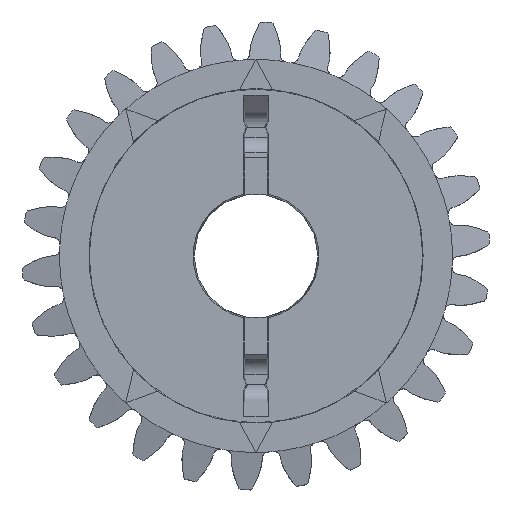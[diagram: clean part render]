
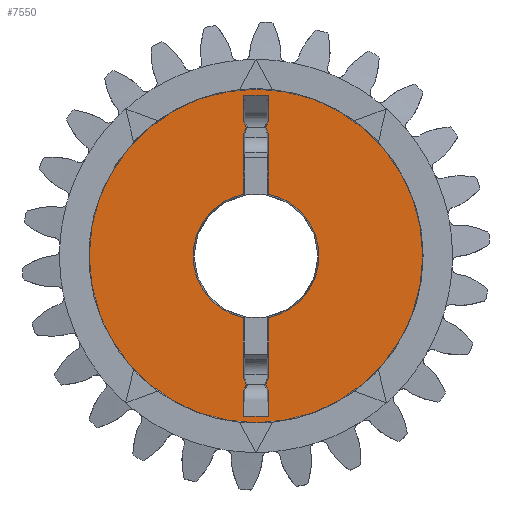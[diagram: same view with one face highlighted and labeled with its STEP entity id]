
A CAD part, top view. The second image highlights one B-rep face of the part: STEP entity #7550.
In plain terms, the highlighted planar face has unit normal (0, 0, 1).
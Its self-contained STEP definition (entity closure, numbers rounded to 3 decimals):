
#295=FACE_BOUND('',#974,.T.);
#566=FACE_OUTER_BOUND('',#973,.T.);
#973=EDGE_LOOP('',(#5944));
#974=EDGE_LOOP('',(#5945,#5946,#5947,#5948,#5949,#5950,#5951,#5952,#5953,
#5954,#5955,#5956,#5957,#5958,#5959,#5960,#5961,#5962,#5963,#5964));
#1309=CIRCLE('',#8132,9.978);
#1310=CIRCLE('',#8133,3.761);
#1311=CIRCLE('',#8134,3.761);
#2032=LINE('',#16485,#2596);
#2033=LINE('',#16487,#2597);
#2034=LINE('',#16489,#2598);
#2035=LINE('',#16491,#2599);
#2036=LINE('',#16493,#2600);
#2037=LINE('',#16495,#2601);
#2038=LINE('',#16499,#2602);
#2039=LINE('',#16501,#2603);
#2040=LINE('',#16503,#2604);
#2041=LINE('',#16505,#2605);
#2042=LINE('',#16507,#2606);
#2043=LINE('',#16509,#2607);
#2044=LINE('',#16511,#2608);
#2045=LINE('',#16513,#2609);
#2046=LINE('',#16515,#2610);
#2047=LINE('',#16519,#2611);
#2048=LINE('',#16521,#2612);
#2049=LINE('',#16522,#2613);
#2596=VECTOR('',#9604,1.57);
#2597=VECTOR('',#9605,1.457);
#2598=VECTOR('',#9606,1.57);
#2599=VECTOR('',#9607,0.381);
#2600=VECTOR('',#9608,0.381);
#2601=VECTOR('',#9609,3.648);
#2602=VECTOR('',#9612,3.648);
#2603=VECTOR('',#9613,0.381);
#2604=VECTOR('',#9614,0.381);
#2605=VECTOR('',#9615,1.57);
#2606=VECTOR('',#9616,1.457);
#2607=VECTOR('',#9617,1.57);
#2608=VECTOR('',#9618,0.381);
#2609=VECTOR('',#9619,0.381);
#2610=VECTOR('',#9620,3.648);
#2611=VECTOR('',#9623,3.648);
#2612=VECTOR('',#9624,0.381);
#2613=VECTOR('',#9625,0.381);
#3309=VERTEX_POINT('',#16481);
#3310=VERTEX_POINT('',#16483);
#3311=VERTEX_POINT('',#16484);
#3312=VERTEX_POINT('',#16486);
#3313=VERTEX_POINT('',#16488);
#3314=VERTEX_POINT('',#16490);
#3315=VERTEX_POINT('',#16492);
#3316=VERTEX_POINT('',#16494);
#3317=VERTEX_POINT('',#16496);
#3318=VERTEX_POINT('',#16498);
#3319=VERTEX_POINT('',#16500);
#3320=VERTEX_POINT('',#16502);
#3321=VERTEX_POINT('',#16504);
#3322=VERTEX_POINT('',#16506);
#3323=VERTEX_POINT('',#16508);
#3324=VERTEX_POINT('',#16510);
#3325=VERTEX_POINT('',#16512);
#3326=VERTEX_POINT('',#16514);
#3327=VERTEX_POINT('',#16516);
#3328=VERTEX_POINT('',#16518);
#3329=VERTEX_POINT('',#16520);
#4303=EDGE_CURVE('',#3309,#3309,#1309,.T.);
#4304=EDGE_CURVE('',#3310,#3311,#2032,.T.);
#4305=EDGE_CURVE('',#3312,#3311,#2033,.T.);
#4306=EDGE_CURVE('',#3312,#3313,#2034,.T.);
#4307=EDGE_CURVE('',#3314,#3313,#2035,.T.);
#4308=EDGE_CURVE('',#3315,#3314,#2036,.T.);
#4309=EDGE_CURVE('',#3315,#3316,#2037,.T.);
#4310=EDGE_CURVE('',#3316,#3317,#1310,.T.);
#4311=EDGE_CURVE('',#3317,#3318,#2038,.T.);
#4312=EDGE_CURVE('',#3319,#3318,#2039,.T.);
#4313=EDGE_CURVE('',#3320,#3319,#2040,.T.);
#4314=EDGE_CURVE('',#3320,#3321,#2041,.T.);
#4315=EDGE_CURVE('',#3322,#3321,#2042,.T.);
#4316=EDGE_CURVE('',#3322,#3323,#2043,.T.);
#4317=EDGE_CURVE('',#3324,#3323,#2044,.T.);
#4318=EDGE_CURVE('',#3325,#3324,#2045,.T.);
#4319=EDGE_CURVE('',#3325,#3326,#2046,.T.);
#4320=EDGE_CURVE('',#3326,#3327,#1311,.T.);
#4321=EDGE_CURVE('',#3327,#3328,#2047,.T.);
#4322=EDGE_CURVE('',#3329,#3328,#2048,.T.);
#4323=EDGE_CURVE('',#3310,#3329,#2049,.T.);
#5944=ORIENTED_EDGE('',*,*,#4303,.F.);
#5945=ORIENTED_EDGE('',*,*,#4304,.T.);
#5946=ORIENTED_EDGE('',*,*,#4305,.F.);
#5947=ORIENTED_EDGE('',*,*,#4306,.T.);
#5948=ORIENTED_EDGE('',*,*,#4307,.F.);
#5949=ORIENTED_EDGE('',*,*,#4308,.F.);
#5950=ORIENTED_EDGE('',*,*,#4309,.T.);
#5951=ORIENTED_EDGE('',*,*,#4310,.T.);
#5952=ORIENTED_EDGE('',*,*,#4311,.T.);
#5953=ORIENTED_EDGE('',*,*,#4312,.F.);
#5954=ORIENTED_EDGE('',*,*,#4313,.F.);
#5955=ORIENTED_EDGE('',*,*,#4314,.T.);
#5956=ORIENTED_EDGE('',*,*,#4315,.F.);
#5957=ORIENTED_EDGE('',*,*,#4316,.T.);
#5958=ORIENTED_EDGE('',*,*,#4317,.F.);
#5959=ORIENTED_EDGE('',*,*,#4318,.F.);
#5960=ORIENTED_EDGE('',*,*,#4319,.T.);
#5961=ORIENTED_EDGE('',*,*,#4320,.T.);
#5962=ORIENTED_EDGE('',*,*,#4321,.T.);
#5963=ORIENTED_EDGE('',*,*,#4322,.F.);
#5964=ORIENTED_EDGE('',*,*,#4323,.F.);
#6823=PLANE('',#8131);
#7550=ADVANCED_FACE('',(#566,#295),#6823,.T.);
#8131=AXIS2_PLACEMENT_3D('',#16480,#9600,#9601);
#8132=AXIS2_PLACEMENT_3D('',#16482,#9602,#9603);
#8133=AXIS2_PLACEMENT_3D('',#16497,#9610,#9611);
#8134=AXIS2_PLACEMENT_3D('',#16517,#9621,#9622);
#9600=DIRECTION('center_axis',(0.,0.,1.));
#9601=DIRECTION('ref_axis',(1.,0.,0.));
#9602=DIRECTION('center_axis',(0.,0.,-1.));
#9603=DIRECTION('ref_axis',(1.,0.,0.));
#9604=DIRECTION('',(0.,-1.,0.));
#9605=DIRECTION('',(1.,0.,0.));
#9606=DIRECTION('',(0.,1.,0.));
#9607=DIRECTION('',(-0.416,-0.909,0.));
#9608=DIRECTION('',(0.416,-0.909,0.));
#9609=DIRECTION('',(0.,1.,0.));
#9610=DIRECTION('center_axis',(0.,0.,-1.));
#9611=DIRECTION('ref_axis',(-0.194,-0.981,0.));
#9612=DIRECTION('',(0.,1.,0.));
#9613=DIRECTION('',(-0.416,-0.909,0.));
#9614=DIRECTION('',(0.416,-0.909,0.));
#9615=DIRECTION('',(0.,1.,0.));
#9616=DIRECTION('',(-1.,0.,0.));
#9617=DIRECTION('',(0.,-1.,0.));
#9618=DIRECTION('',(0.416,0.909,0.));
#9619=DIRECTION('',(-0.416,0.909,0.));
#9620=DIRECTION('',(0.,-1.,0.));
#9621=DIRECTION('center_axis',(0.,0.,-1.));
#9622=DIRECTION('ref_axis',(0.194,0.981,0.));
#9623=DIRECTION('',(0.,-1.,0.));
#9624=DIRECTION('',(0.416,0.909,0.));
#9625=DIRECTION('',(-0.416,0.909,0.));
#16480=CARTESIAN_POINT('Origin',(0.,0.,3.75));
#16481=CARTESIAN_POINT('',(9.978,0.,3.75));
#16482=CARTESIAN_POINT('Origin',(0.,0.,3.75));
#16483=CARTESIAN_POINT('',(0.729,-8.03,3.75));
#16484=CARTESIAN_POINT('',(0.729,-9.6,3.75));
#16485=CARTESIAN_POINT('',(0.729,-8.03,3.75));
#16486=CARTESIAN_POINT('',(-0.729,-9.6,3.75));
#16487=CARTESIAN_POINT('',(-0.729,-9.6,3.75));
#16488=CARTESIAN_POINT('',(-0.729,-8.03,3.75));
#16489=CARTESIAN_POINT('',(-0.729,-9.6,3.75));
#16490=CARTESIAN_POINT('',(-0.57,-7.684,3.75));
#16491=CARTESIAN_POINT('',(-0.57,-7.684,3.75));
#16492=CARTESIAN_POINT('',(-0.729,-7.338,3.75));
#16493=CARTESIAN_POINT('',(-0.729,-7.338,3.75));
#16494=CARTESIAN_POINT('',(-0.729,-3.69,3.75));
#16495=CARTESIAN_POINT('',(-0.729,-7.338,3.75));
#16496=CARTESIAN_POINT('',(-0.729,3.69,3.75));
#16497=CARTESIAN_POINT('Origin',(0.,0.,3.75));
#16498=CARTESIAN_POINT('',(-0.729,7.338,3.75));
#16499=CARTESIAN_POINT('',(-0.729,3.69,3.75));
#16500=CARTESIAN_POINT('',(-0.57,7.684,3.75));
#16501=CARTESIAN_POINT('',(-0.57,7.684,3.75));
#16502=CARTESIAN_POINT('',(-0.729,8.03,3.75));
#16503=CARTESIAN_POINT('',(-0.729,8.03,3.75));
#16504=CARTESIAN_POINT('',(-0.729,9.6,3.75));
#16505=CARTESIAN_POINT('',(-0.729,8.03,3.75));
#16506=CARTESIAN_POINT('',(0.729,9.6,3.75));
#16507=CARTESIAN_POINT('',(0.729,9.6,3.75));
#16508=CARTESIAN_POINT('',(0.729,8.03,3.75));
#16509=CARTESIAN_POINT('',(0.729,9.6,3.75));
#16510=CARTESIAN_POINT('',(0.57,7.684,3.75));
#16511=CARTESIAN_POINT('',(0.57,7.684,3.75));
#16512=CARTESIAN_POINT('',(0.729,7.338,3.75));
#16513=CARTESIAN_POINT('',(0.729,7.338,3.75));
#16514=CARTESIAN_POINT('',(0.729,3.69,3.75));
#16515=CARTESIAN_POINT('',(0.729,7.338,3.75));
#16516=CARTESIAN_POINT('',(0.729,-3.69,3.75));
#16517=CARTESIAN_POINT('Origin',(0.,0.,3.75));
#16518=CARTESIAN_POINT('',(0.729,-7.338,3.75));
#16519=CARTESIAN_POINT('',(0.729,-3.69,3.75));
#16520=CARTESIAN_POINT('',(0.57,-7.684,3.75));
#16521=CARTESIAN_POINT('',(0.57,-7.684,3.75));
#16522=CARTESIAN_POINT('',(0.729,-8.03,3.75));
